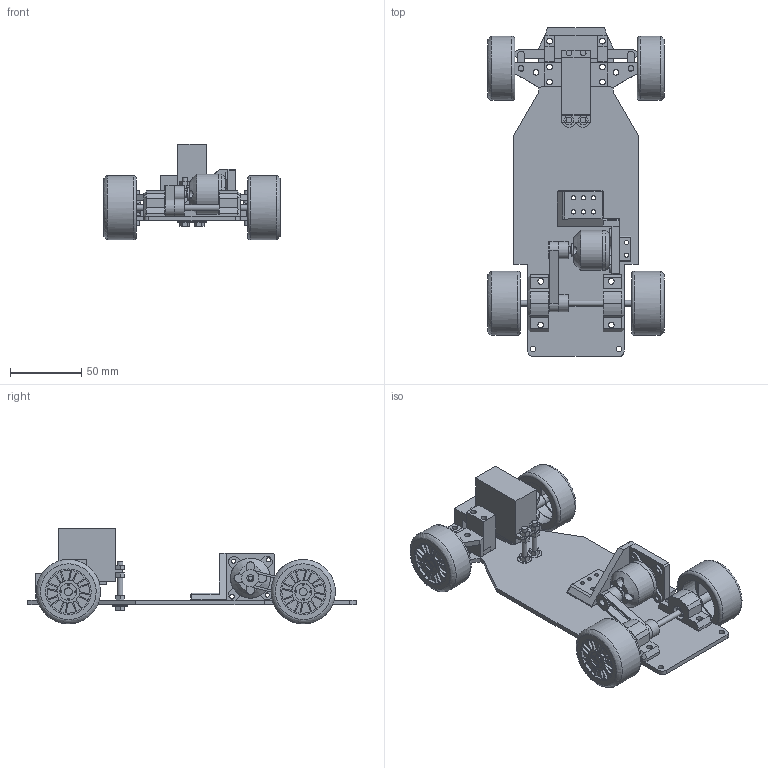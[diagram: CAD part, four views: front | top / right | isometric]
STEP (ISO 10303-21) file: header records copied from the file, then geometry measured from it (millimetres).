
FILE_DESCRIPTION(/* description */ (''),/* implementation_level */ '2;1');
FILE_NAME(/* name */ 'PR1 FIL ROUGE v57.step',/* time_stamp */ '2022-09-27T08:16:36+02:00',/* author */ (''),/* organization */ (''),/* preprocessor_version */ 'ST-DEVELOPER v19',/* originating_system */ 'Autodesk Translation Framework v11.7.0.108',/* authorisation */ '');
FILE_SCHEMA (('AUTOMOTIVE_DESIGN { 1 0 10303 214 3 1 1 }'));
Length unit declared in the file: millimetre
Products named in the file (1): PR1 FIL ROUGE
Bounding box: 124 x 230.5 x 67.06 mm (x, y, z)
Volume: 248903.4 mm3; surface area: 135676 mm2
Topology: 65 solids, 65 shells, 1483 faces, 3867 edges, 2544 vertices
Faces by surface type: plane 1036, cylinder 363, bspline 74, cone 6, torus 4
Full cylindrical faces by diameter (mm): 1 x16, 1.5 x16, 1.6 x8, 2 x2, 3 x44, 3.75 x4, 3.908 x3, 4 x69, 5 x10, 5.5 x4, 8 x2, 8.6 x1, 9 x7, 10 x12, 12 x8, 13 x1, 20 x1, 28 x2, 32 x12, 45 x4
Entity records: 50720 total; most frequent: CARTESIAN_POINT 13510, ORIENTED_EDGE 7734, DIRECTION 7268, EDGE_CURVE 3867, LINE 2808, VECTOR 2808, VERTEX_POINT 2544, AXIS2_PLACEMENT_3D 2230
